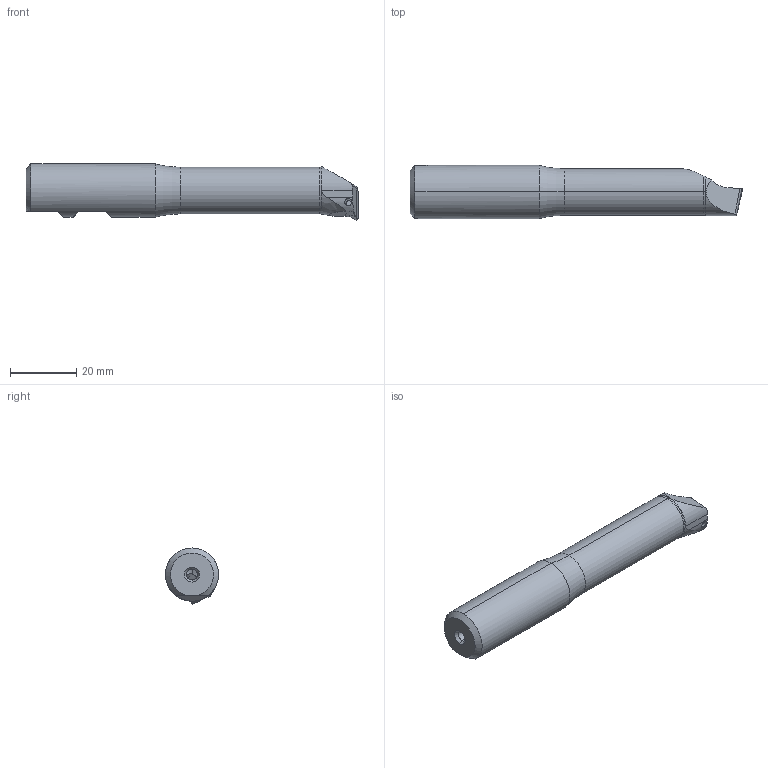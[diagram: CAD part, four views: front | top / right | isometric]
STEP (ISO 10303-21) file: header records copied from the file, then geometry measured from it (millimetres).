
FILE_DESCRIPTION (( 'STEP AP203' ), '1' );
FILE_NAME ('B54.018.T09.100.STEP', '2024-08-27T08:53:11', ( '' ), ( '' ), 'SwSTEP 2.0', 'SolidWorks 2022', '' );
FILE_SCHEMA (( 'CONFIG_CONTROL_DESIGN' ));
Length unit declared in the file: millimetre
Products named in the file (4): B18-WTH.016.100_A; B54.018.T09.100; WCA-ER2.001.005_B; TPGH090204
Assembly tree (3 placements, depth 2):
  B54.018.T09.100
    B18-WTH.016.100_A
    TPGH090204
    WCA-ER2.001.005_B
Bounding box: 100 x 16 x 16.88 mm (x, y, z)
Volume: 15178.6 mm3; surface area: 5868.1 mm2
Topology: 3 solids, 3 shells, 101 faces, 256 edges, 159 vertices
Faces by surface type: cylinder 38, plane 27, cone 24, torus 9, sphere 2, bspline 1
Entity records: 3758 total; most frequent: CARTESIAN_POINT 989, ORIENTED_EDGE 506, DIRECTION 490, EDGE_CURVE 253, AXIS2_PLACEMENT_3D 192, VERTEX_POINT 159, EDGE_LOOP 108, VECTOR 106
